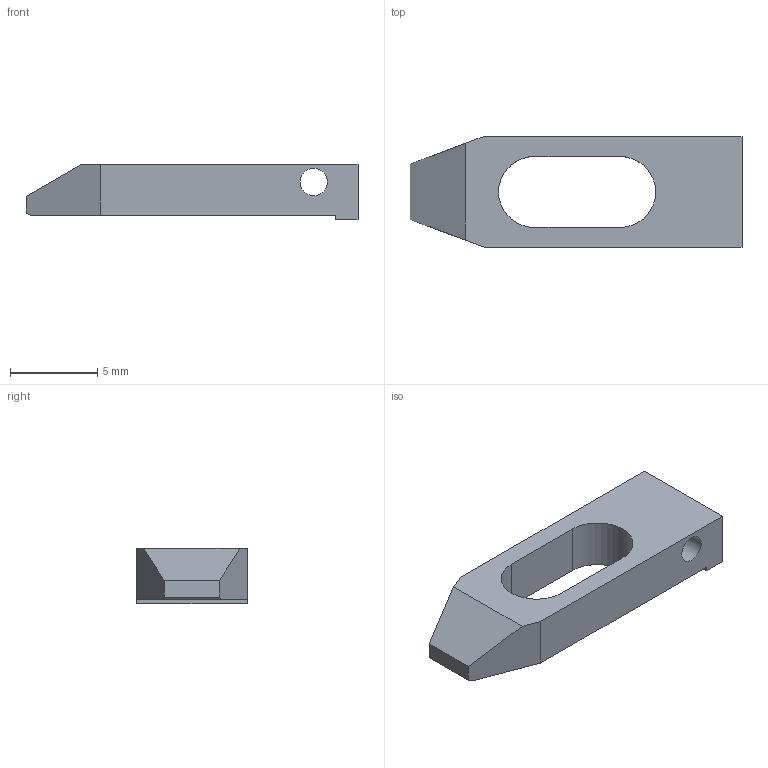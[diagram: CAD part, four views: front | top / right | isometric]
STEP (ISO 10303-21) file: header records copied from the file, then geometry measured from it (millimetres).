
FILE_DESCRIPTION((''),'2;1');
FILE_NAME('headbarholderclamprev5.stp','2020-01-22T08:15:52',('eifert'),(''),'Autodesk Inventor 11','Autodesk Inventor 11','');
FILE_SCHEMA(('AUTOMOTIVE_DESIGN { 1 0 10303 214 1 1 1 1 }'));
Length unit declared in the file: inch
Products named in the file (1): headbarholderclamprev5
Bounding box: 19.05 x 6.35 x 3.17 mm (x, y, z)
Volume: 215.2 mm3; surface area: 390.5 mm2
Topology: 1 solids, 1 shells, 17 faces, 46 edges, 31 vertices
Faces by surface type: plane 14, cylinder 2, bspline 1
Entity records: 566 total; most frequent: CARTESIAN_POINT 109, ORIENTED_EDGE 88, DIRECTION 84, EDGE_CURVE 44, VECTOR 38, LINE 38, VERTEX_POINT 30, AXIS2_PLACEMENT_3D 23
